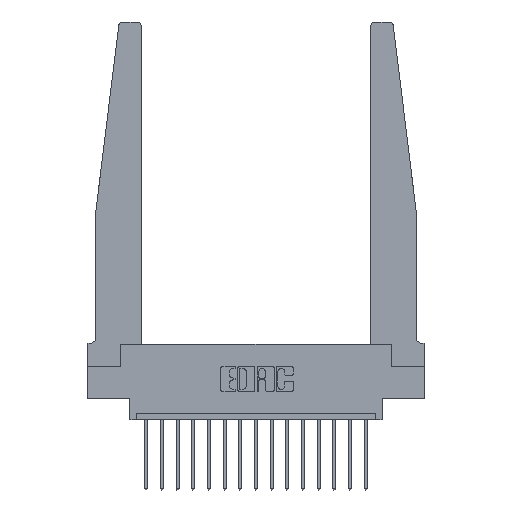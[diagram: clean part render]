
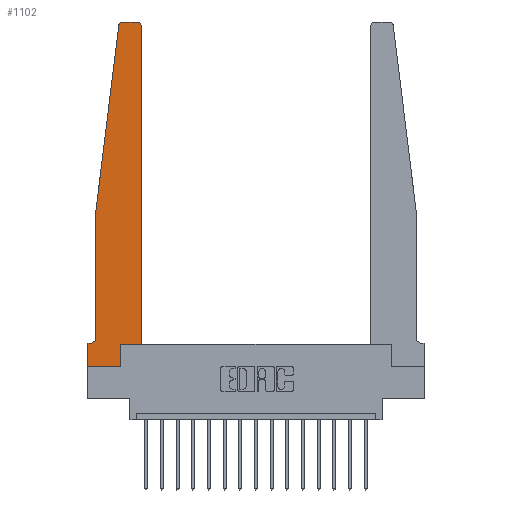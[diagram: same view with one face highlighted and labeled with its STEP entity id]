
A CAD part, top view. The second image highlights one B-rep face of the part: STEP entity #1102.
In plain terms, the highlighted planar face has unit normal (0, 0, 1).
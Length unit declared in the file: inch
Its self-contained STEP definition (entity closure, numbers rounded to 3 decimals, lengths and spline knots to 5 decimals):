
#19 = ORIENTED_EDGE ( 'NONE', *, *, #16505, .T. ) ;
#650 = VECTOR ( 'NONE', #3235, 39.37008 ) ;
#1082 = CARTESIAN_POINT ( 'NONE',  ( 0.25, 2.75, 0.37 ) ) ;
#1102 = ADVANCED_FACE ( 'NONE', ( #16141 ), #2184, .T. ) ;
#1319 = CARTESIAN_POINT ( 'NONE',  ( 0.065, 0.1875, 0.37 ) ) ;
#1377 = CARTESIAN_POINT ( 'NONE',  ( 0.2605, 0.18, 0.37 ) ) ;
#2143 = VERTEX_POINT ( 'NONE', #16551 ) ;
#2149 = VECTOR ( 'NONE', #8853, 39.37008 ) ;
#2184 = PLANE ( 'NONE',  #13247 ) ;
#2280 = DIRECTION ( 'NONE',  ( 0., 0., 1. ) ) ;
#2300 = DIRECTION ( 'NONE',  ( -0.122, -0.992, 0. ) ) ;
#2395 = VERTEX_POINT ( 'NONE', #6340 ) ;
#2643 = DIRECTION ( 'NONE',  ( 1., 0., 0. ) ) ;
#3235 = DIRECTION ( 'NONE',  ( 0., 1., 0. ) ) ;
#3578 = EDGE_CURVE ( 'NONE', #12984, #14333, #5074, .T. ) ;
#3656 = CARTESIAN_POINT ( 'NONE',  ( 0.425, 0.18, 0.37 ) ) ;
#3762 = DIRECTION ( 'NONE',  ( 1., 0., 0. ) ) ;
#3927 = VECTOR ( 'NONE', #4906, 39.37008 ) ;
#4098 = VERTEX_POINT ( 'NONE', #5186 ) ;
#4369 = EDGE_CURVE ( 'NONE', #17351, #12984, #13704, .T. ) ;
#4434 = DIRECTION ( 'NONE',  ( 0., 0., -1. ) ) ;
#4457 = ORIENTED_EDGE ( 'NONE', *, *, #3578, .T. ) ;
#4538 = CARTESIAN_POINT ( 'NONE',  ( 0., 0., 0.37 ) ) ;
#4577 = CARTESIAN_POINT ( 'NONE',  ( 0., 0., 0.37 ) ) ;
#4822 = ORIENTED_EDGE ( 'NONE', *, *, #7775, .T. ) ;
#4906 = DIRECTION ( 'NONE',  ( 0., -1., 0. ) ) ;
#4919 = VECTOR ( 'NONE', #2643, 39.37008 ) ;
#5048 = CARTESIAN_POINT ( 'NONE',  ( 0.27653, 2.72, 0.37 ) ) ;
#5074 = LINE ( 'NONE', #12106, #13369 ) ;
#5186 = CARTESIAN_POINT ( 'NONE',  ( 0.015, 0.1875, 0.37 ) ) ;
#5512 = CARTESIAN_POINT ( 'NONE',  ( 0.425, 0.18, 0.37 ) ) ;
#5689 = LINE ( 'NONE', #1082, #16674 ) ;
#5871 = VERTEX_POINT ( 'NONE', #3656 ) ;
#6338 = DIRECTION ( 'NONE',  ( 0., 0., 1. ) ) ;
#6340 = CARTESIAN_POINT ( 'NONE',  ( 0., 0.1875, 0.37 ) ) ;
#6396 = VECTOR ( 'NONE', #8510, 39.37008 ) ;
#7476 = AXIS2_PLACEMENT_3D ( 'NONE', #5048, #2280, #13558 ) ;
#7775 = EDGE_CURVE ( 'NONE', #15496, #17351, #5689, .T. ) ;
#8005 = AXIS2_PLACEMENT_3D ( 'NONE', #11454, #4434, #10061 ) ;
#8321 = LINE ( 'NONE', #1319, #6396 ) ;
#8351 = EDGE_CURVE ( 'NONE', #15437, #17981, #12268, .T. ) ;
#8510 = DIRECTION ( 'NONE',  ( -1., 0., 0. ) ) ;
#8794 = VECTOR ( 'NONE', #3762, 39.37008 ) ;
#8835 = CARTESIAN_POINT ( 'NONE',  ( 0.065, 0.2375, 0.37 ) ) ;
#8853 = DIRECTION ( 'NONE',  ( 0., -1., 0. ) ) ;
#9201 = CARTESIAN_POINT ( 'NONE',  ( 0., 0.1875, 0.37 ) ) ;
#9381 = ORIENTED_EDGE ( 'NONE', *, *, #15479, .T. ) ;
#9455 = VERTEX_POINT ( 'NONE', #8835 ) ;
#10061 = DIRECTION ( 'NONE',  ( -1., 0., 0. ) ) ;
#10341 = LINE ( 'NONE', #4538, #2149 ) ;
#10628 = EDGE_CURVE ( 'NONE', #4098, #2395, #8321, .T. ) ;
#10689 = DIRECTION ( 'NONE',  ( 1., 0., 0. ) ) ;
#10753 = CARTESIAN_POINT ( 'NONE',  ( 0.395, 2.75, 0.37 ) ) ;
#10845 = ORIENTED_EDGE ( 'NONE', *, *, #8351, .T. ) ;
#10979 = ORIENTED_EDGE ( 'NONE', *, *, #13623, .T. ) ;
#11059 = ORIENTED_EDGE ( 'NONE', *, *, #15611, .T. ) ;
#11246 = DIRECTION ( 'NONE',  ( -1., 0., 0. ) ) ;
#11248 = VECTOR ( 'NONE', #12653, 39.37008 ) ;
#11454 = CARTESIAN_POINT ( 'NONE',  ( 0.015, 0.2375, 0.37 ) ) ;
#11878 = AXIS2_PLACEMENT_3D ( 'NONE', #16194, #13515, #14719 ) ;
#11937 = CARTESIAN_POINT ( 'NONE',  ( 0.065, 1.25, 0.37 ) ) ;
#12038 = CARTESIAN_POINT ( 'NONE',  ( 0.065, 1.25, 0.37 ) ) ;
#12106 = CARTESIAN_POINT ( 'NONE',  ( 0.065, 1.25, 0.37 ) ) ;
#12185 = EDGE_CURVE ( 'NONE', #9455, #4098, #17489, .T. ) ;
#12268 = LINE ( 'NONE', #13817, #8794 ) ;
#12517 = EDGE_CURVE ( 'NONE', #2143, #5871, #13919, .T. ) ;
#12653 = DIRECTION ( 'NONE',  ( 0., 1., 0. ) ) ;
#12849 = CARTESIAN_POINT ( 'NONE',  ( 0.2605, 0., 0.37 ) ) ;
#12984 = VERTEX_POINT ( 'NONE', #14693 ) ;
#13051 = ORIENTED_EDGE ( 'NONE', *, *, #12517, .T. ) ;
#13247 = AXIS2_PLACEMENT_3D ( 'NONE', #9201, #6338, #10689 ) ;
#13339 = CIRCLE ( 'NONE', #11878, 0.03 ) ;
#13369 = VECTOR ( 'NONE', #2300, 39.37008 ) ;
#13515 = DIRECTION ( 'NONE',  ( 0., 0., 1. ) ) ;
#13558 = DIRECTION ( 'NONE',  ( 1., 0., 0. ) ) ;
#13623 = EDGE_CURVE ( 'NONE', #17981, #2143, #14022, .T. ) ;
#13704 = CIRCLE ( 'NONE', #7476, 0.03 ) ;
#13817 = CARTESIAN_POINT ( 'NONE',  ( 0., 0., 0.37 ) ) ;
#13864 = CARTESIAN_POINT ( 'NONE',  ( 0.425, 2.72, 0.37 ) ) ;
#13919 = LINE ( 'NONE', #5512, #4919 ) ;
#13970 = ORIENTED_EDGE ( 'NONE', *, *, #12185, .T. ) ;
#14022 = LINE ( 'NONE', #1377, #11248 ) ;
#14333 = VERTEX_POINT ( 'NONE', #12038 ) ;
#14413 = LINE ( 'NONE', #14690, #650 ) ;
#14690 = CARTESIAN_POINT ( 'NONE',  ( 0.425, 0.18, 0.37 ) ) ;
#14693 = CARTESIAN_POINT ( 'NONE',  ( 0.24675, 2.72367, 0.37 ) ) ;
#14719 = DIRECTION ( 'NONE',  ( 1., 0., 0. ) ) ;
#15154 = LINE ( 'NONE', #11937, #3927 ) ;
#15437 = VERTEX_POINT ( 'NONE', #4577 ) ;
#15479 = EDGE_CURVE ( 'NONE', #17400, #15496, #13339, .T. ) ;
#15496 = VERTEX_POINT ( 'NONE', #10753 ) ;
#15611 = EDGE_CURVE ( 'NONE', #5871, #17400, #14413, .T. ) ;
#16025 = EDGE_CURVE ( 'NONE', #14333, #9455, #15154, .T. ) ;
#16141 = FACE_OUTER_BOUND ( 'NONE', #18027, .T. ) ;
#16194 = CARTESIAN_POINT ( 'NONE',  ( 0.395, 2.72, 0.37 ) ) ;
#16271 = CARTESIAN_POINT ( 'NONE',  ( 0.27653, 2.75, 0.37 ) ) ;
#16505 = EDGE_CURVE ( 'NONE', #2395, #15437, #10341, .T. ) ;
#16551 = CARTESIAN_POINT ( 'NONE',  ( 0.2605, 0.18, 0.37 ) ) ;
#16588 = ORIENTED_EDGE ( 'NONE', *, *, #4369, .T. ) ;
#16674 = VECTOR ( 'NONE', #11246, 39.37008 ) ;
#16727 = ORIENTED_EDGE ( 'NONE', *, *, #16025, .T. ) ;
#17351 = VERTEX_POINT ( 'NONE', #16271 ) ;
#17400 = VERTEX_POINT ( 'NONE', #13864 ) ;
#17488 = ORIENTED_EDGE ( 'NONE', *, *, #10628, .T. ) ;
#17489 = CIRCLE ( 'NONE', #8005, 0.05 ) ;
#17981 = VERTEX_POINT ( 'NONE', #12849 ) ;
#18027 = EDGE_LOOP ( 'NONE', ( #4822, #16588, #4457, #16727, #13970, #17488, #19, #10845, #10979, #13051, #11059, #9381 ) ) ;
